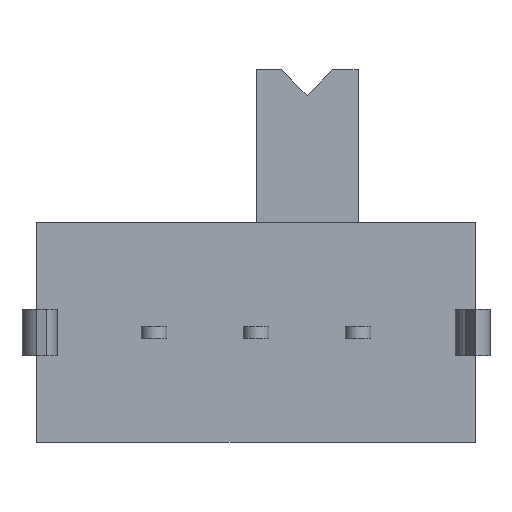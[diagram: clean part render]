
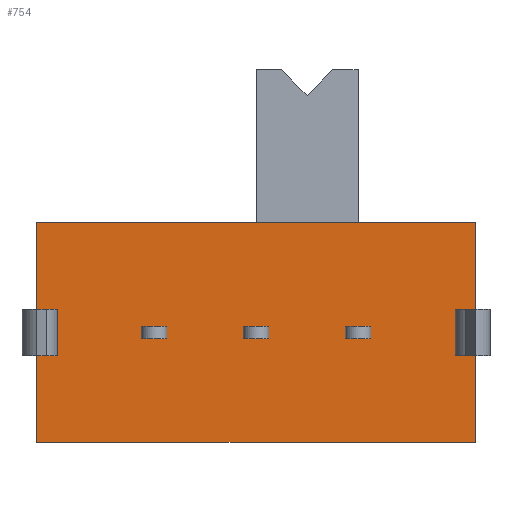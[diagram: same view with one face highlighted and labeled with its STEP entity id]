
A CAD part, front view. The second image highlights one B-rep face of the part: STEP entity #754.
In plain terms, the highlighted planar face has unit normal (0, -1, 0).
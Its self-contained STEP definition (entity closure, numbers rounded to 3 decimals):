
#35 = LINE ( 'NONE', #1668, #275 ) ;
#85 = CARTESIAN_POINT ( 'NONE',  ( 0., 0., 0. ) ) ;
#139 = LINE ( 'NONE', #260, #246 ) ;
#180 = EDGE_CURVE ( 'NONE', #410, #1345, #35, .T. ) ;
#191 = EDGE_CURVE ( 'NONE', #1565, #566, #1524, .T. ) ;
#197 = ORIENTED_EDGE ( 'NONE', *, *, #1268, .F. ) ;
#246 = VECTOR ( 'NONE', #592, 1000. ) ;
#260 = CARTESIAN_POINT ( 'NONE',  ( 4.3, 0., 2.15 ) ) ;
#275 = VECTOR ( 'NONE', #607, 1000. ) ;
#306 = CARTESIAN_POINT ( 'NONE',  ( -4.3, 0., -2.15 ) ) ;
#398 = DIRECTION ( 'NONE',  ( 0., 0., 1. ) ) ;
#410 = VERTEX_POINT ( 'NONE', #727 ) ;
#438 = EDGE_LOOP ( 'NONE', ( #1588, #1316, #197, #1451 ) ) ;
#515 = CARTESIAN_POINT ( 'NONE',  ( -4.3, 0., 2.15 ) ) ;
#530 = DIRECTION ( 'NONE',  ( 0., 1., 0. ) ) ;
#566 = VERTEX_POINT ( 'NONE', #1904 ) ;
#592 = DIRECTION ( 'NONE',  ( 0., 0., -1. ) ) ;
#607 = DIRECTION ( 'NONE',  ( -1., 0., 0. ) ) ;
#727 = CARTESIAN_POINT ( 'NONE',  ( 4.3, 0., -2.15 ) ) ;
#733 = CARTESIAN_POINT ( 'NONE',  ( 4.3, 0., 2.15 ) ) ;
#740 = VECTOR ( 'NONE', #398, 1000. ) ;
#754 = ADVANCED_FACE ( 'NONE', ( #1283 ), #1732, .F. ) ;
#792 = LINE ( 'NONE', #1424, #740 ) ;
#1084 = AXIS2_PLACEMENT_3D ( 'NONE', #85, #530, #1292 ) ;
#1268 = EDGE_CURVE ( 'NONE', #566, #410, #139, .T. ) ;
#1283 = FACE_OUTER_BOUND ( 'NONE', #438, .T. ) ;
#1292 = DIRECTION ( 'NONE',  ( 0., 0., 1. ) ) ;
#1316 = ORIENTED_EDGE ( 'NONE', *, *, #180, .F. ) ;
#1345 = VERTEX_POINT ( 'NONE', #306 ) ;
#1346 = DIRECTION ( 'NONE',  ( 1., 0., 0. ) ) ;
#1361 = VECTOR ( 'NONE', #1346, 1000. ) ;
#1424 = CARTESIAN_POINT ( 'NONE',  ( -4.3, 0., 2.15 ) ) ;
#1451 = ORIENTED_EDGE ( 'NONE', *, *, #191, .F. ) ;
#1514 = EDGE_CURVE ( 'NONE', #1345, #1565, #792, .T. ) ;
#1524 = LINE ( 'NONE', #733, #1361 ) ;
#1565 = VERTEX_POINT ( 'NONE', #515 ) ;
#1588 = ORIENTED_EDGE ( 'NONE', *, *, #1514, .F. ) ;
#1668 = CARTESIAN_POINT ( 'NONE',  ( 4.3, 0., -2.15 ) ) ;
#1732 = PLANE ( 'NONE',  #1084 ) ;
#1904 = CARTESIAN_POINT ( 'NONE',  ( 4.3, 0., 2.15 ) ) ;
